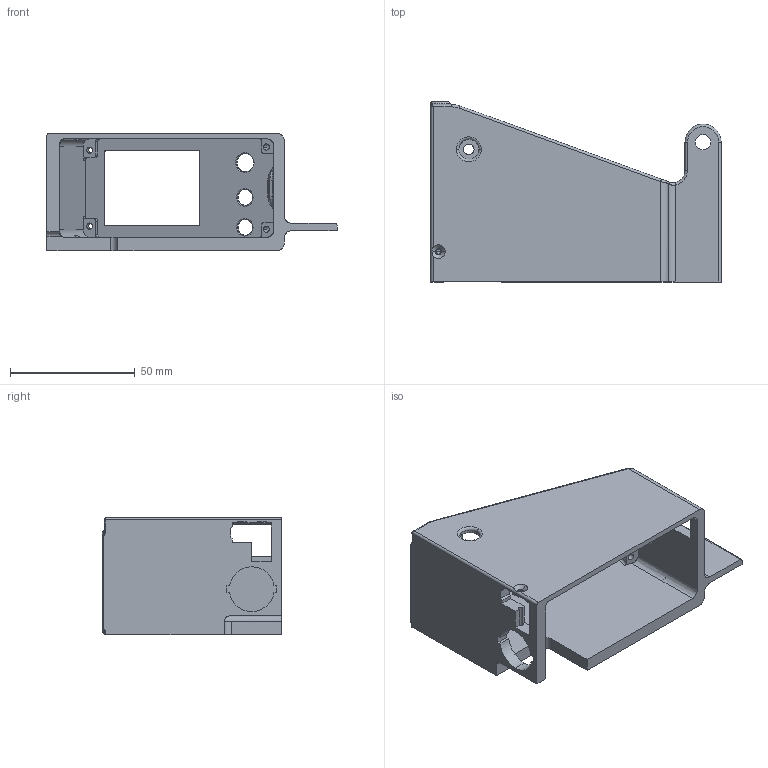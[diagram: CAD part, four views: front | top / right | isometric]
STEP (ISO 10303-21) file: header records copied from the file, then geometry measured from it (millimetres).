
FILE_DESCRIPTION (( 'STEP AP214' ), '1' );
FILE_NAME ('Encolsure_JBC-AD-SF_Earth.STEP', '2024-02-23T18:31:20', ( '' ), ( '' ), 'SwSTEP 2.0', 'SolidWorks 2020', '' );
FILE_SCHEMA (( 'AUTOMOTIVE_DESIGN' ));
Length unit declared in the file: millimetre
Products named in the file (1): Encolsure_JBC-AD-SF_Earth
Bounding box: 116.45 x 72.2 x 47.1 mm (x, y, z)
Volume: 64061.7 mm3; surface area: 39363.5 mm2
Topology: 1 solids, 1 shells, 366 faces, 933 edges, 560 vertices
Faces by surface type: cylinder 109, plane 97, torus 72, cone 48, bspline 40
Entity records: 13129 total; most frequent: CARTESIAN_POINT 4353, DIRECTION 1870, ORIENTED_EDGE 1844, EDGE_CURVE 922, AXIS2_PLACEMENT_3D 729, VERTEX_POINT 560, LINE 412, VECTOR 412
